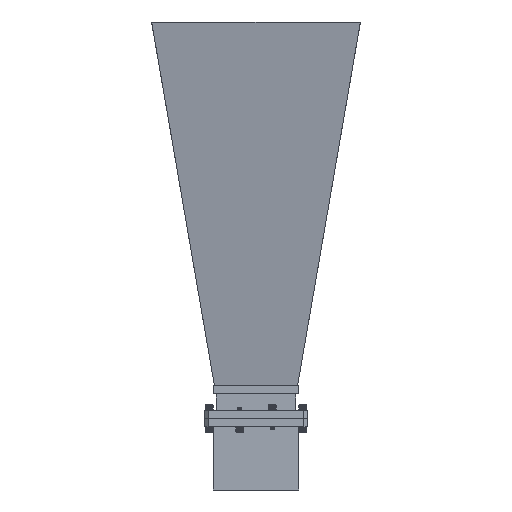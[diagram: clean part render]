
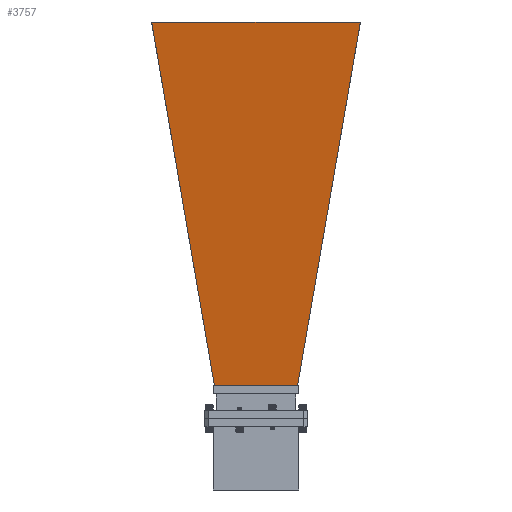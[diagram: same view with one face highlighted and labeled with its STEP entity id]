
A CAD part, front view. The second image highlights one B-rep face of the part: STEP entity #3757.
In plain terms, the highlighted face is planar.
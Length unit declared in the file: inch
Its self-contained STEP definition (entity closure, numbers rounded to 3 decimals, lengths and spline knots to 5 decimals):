
#1020 = CARTESIAN_POINT ( 'NONE',  ( -11.32693, -2.363, -3.18074 ) ) ;
#1254 = DIRECTION ( 'NONE',  ( -0.974, -0.149, 0.168 ) ) ;
#1625 = EDGE_CURVE ( 'NONE', #9111, #4516, #9474, .T. ) ;
#1991 = DIRECTION ( 'NONE',  ( 0., 0., -1. ) ) ;
#2199 = VECTOR ( 'NONE', #1254, 39.37008 ) ;
#2260 = ORIENTED_EDGE ( 'NONE', *, *, #12123, .F. ) ;
#2300 = LINE ( 'NONE', #12828, #2199 ) ;
#2728 = DIRECTION ( 'NONE',  ( 0.988, 0.151, 0. ) ) ;
#3040 = LINE ( 'NONE', #7599, #11456 ) ;
#3757 = ADVANCED_FACE ( 'NONE', ( #8406 ), #11600, .T. ) ;
#3822 = ORIENTED_EDGE ( 'NONE', *, *, #1625, .T. ) ;
#3823 = DIRECTION ( 'NONE',  ( 0., 0., 1. ) ) ;
#4516 = VERTEX_POINT ( 'NONE', #5615 ) ;
#5056 = LINE ( 'NONE', #14256, #11478 ) ;
#5203 = DIRECTION ( 'NONE',  ( -0.974, -0.149, -0.168 ) ) ;
#5615 = CARTESIAN_POINT ( 'NONE',  ( -0.25, -0.6675, 1.268 ) ) ;
#6351 = EDGE_CURVE ( 'NONE', #12145, #12312, #3040, .T. ) ;
#7599 = CARTESIAN_POINT ( 'NONE',  ( -11.32693, -2.363, 13.63306 ) ) ;
#8406 = FACE_OUTER_BOUND ( 'NONE', #14169, .T. ) ;
#8470 = CARTESIAN_POINT ( 'NONE',  ( -0.25, -0.6675, -1.268 ) ) ;
#9062 = AXIS2_PLACEMENT_3D ( 'NONE', #12977, #13044, #2728 ) ;
#9111 = VERTEX_POINT ( 'NONE', #8470 ) ;
#9474 = LINE ( 'NONE', #14064, #13326 ) ;
#11365 = ORIENTED_EDGE ( 'NONE', *, *, #6351, .T. ) ;
#11456 = VECTOR ( 'NONE', #1991, 39.37008 ) ;
#11478 = VECTOR ( 'NONE', #5203, 39.37008 ) ;
#11600 = PLANE ( 'NONE',  #9062 ) ;
#11927 = CARTESIAN_POINT ( 'NONE',  ( -11.32693, -2.363, 3.18074 ) ) ;
#11962 = EDGE_CURVE ( 'NONE', #4516, #12145, #2300, .T. ) ;
#12123 = EDGE_CURVE ( 'NONE', #9111, #12312, #5056, .T. ) ;
#12145 = VERTEX_POINT ( 'NONE', #11927 ) ;
#12312 = VERTEX_POINT ( 'NONE', #1020 ) ;
#12828 = CARTESIAN_POINT ( 'NONE',  ( -1.94286, -0.92662, 1.56032 ) ) ;
#12977 = CARTESIAN_POINT ( 'NONE',  ( 0.09411, -0.61483, 13.63306 ) ) ;
#13044 = DIRECTION ( 'NONE',  ( 0.151, -0.988, 0. ) ) ;
#13326 = VECTOR ( 'NONE', #3823, 39.37008 ) ;
#13478 = ORIENTED_EDGE ( 'NONE', *, *, #11962, .T. ) ;
#14064 = CARTESIAN_POINT ( 'NONE',  ( -0.25, -0.6675, -2.60801 ) ) ;
#14169 = EDGE_LOOP ( 'NONE', ( #11365, #2260, #3822, #13478 ) ) ;
#14256 = CARTESIAN_POINT ( 'NONE',  ( -1.94286, -0.92662, -1.56032 ) ) ;
